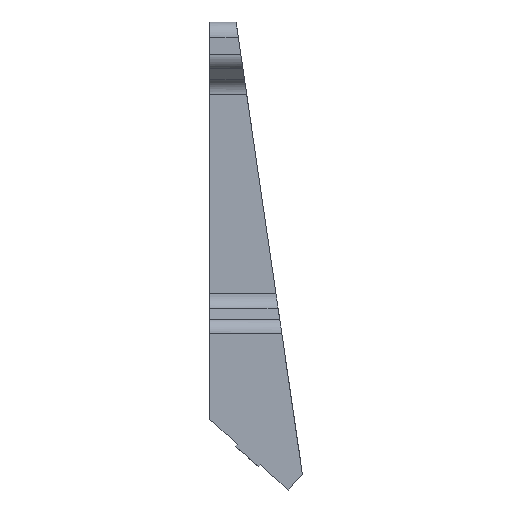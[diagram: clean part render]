
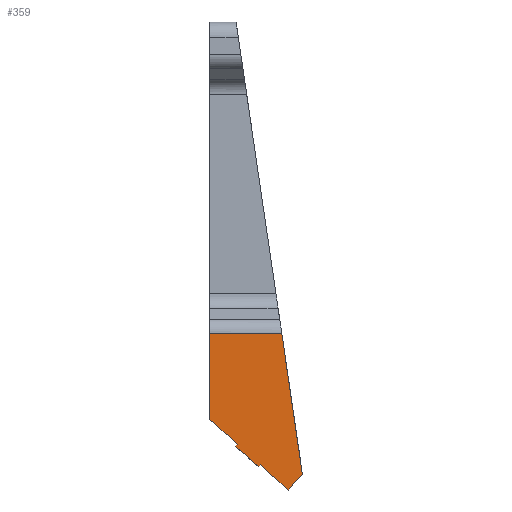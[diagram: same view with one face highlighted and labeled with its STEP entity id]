
A CAD part, left-side view. The second image highlights one B-rep face of the part: STEP entity #359.
In plain terms, the highlighted planar face has unit normal (-1, 0, 0).
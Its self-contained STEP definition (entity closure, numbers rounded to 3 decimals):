
#21 = EDGE_CURVE ( 'NONE', #2379, #1475, #888, .T. ) ;
#34 = EDGE_CURVE ( 'NONE', #813, #1023, #464, .T. ) ;
#62 = EDGE_CURVE ( 'NONE', #2379, #200, #257, .T. ) ;
#83 = EDGE_CURVE ( 'NONE', #813, #2436, #197, .T. ) ;
#101 = CARTESIAN_POINT ( 'NONE',  ( -23.5, -0.276, -4.751 ) ) ;
#168 = LINE ( 'NONE', #472, #705 ) ;
#176 = DIRECTION ( 'NONE',  ( 0., -0.743, -0.669 ) ) ;
#197 = LINE ( 'NONE', #223, #1650 ) ;
#200 = VERTEX_POINT ( 'NONE', #1946 ) ;
#201 = CARTESIAN_POINT ( 'NONE',  ( -23.5, -10.779, 1.582 ) ) ;
#204 = CARTESIAN_POINT ( 'NONE',  ( -23.5, 5., 16.089 ) ) ;
#223 = CARTESIAN_POINT ( 'NONE',  ( -23.5, 2.239, -2.486 ) ) ;
#257 = LINE ( 'NONE', #201, #1014 ) ;
#281 = CARTESIAN_POINT ( 'NONE',  ( -23.5, -4.587, -8.632 ) ) ;
#311 = CARTESIAN_POINT ( 'NONE',  ( -23.5, -9.863, -13.383 ) ) ;
#338 = LINE ( 'NONE', #363, #2137 ) ;
#356 = ORIENTED_EDGE ( 'NONE', *, *, #579, .F. ) ;
#359 = ADVANCED_FACE ( 'NONE', ( #974 ), #1096, .T. ) ;
#363 = CARTESIAN_POINT ( 'NONE',  ( -23.5, -6.825, -6.145 ) ) ;
#376 = CARTESIAN_POINT ( 'NONE',  ( -23.5, -4.252, -9.003 ) ) ;
#391 = DIRECTION ( 'NONE',  ( 0., 0.669, -0.743 ) ) ;
#416 = CARTESIAN_POINT ( 'NONE',  ( -23.5, -8.649, 16.089 ) ) ;
#452 = VERTEX_POINT ( 'NONE', #311 ) ;
#464 = LINE ( 'NONE', #1509, #714 ) ;
#472 = CARTESIAN_POINT ( 'NONE',  ( -23.5, 5., 0. ) ) ;
#525 = DIRECTION ( 'NONE',  ( 0., 0., 1. ) ) ;
#535 = EDGE_CURVE ( 'NONE', #452, #932, #1402, .T. ) ;
#573 = EDGE_CURVE ( 'NONE', #1023, #1588, #1579, .T. ) ;
#579 = EDGE_CURVE ( 'NONE', #932, #1588, #338, .T. ) ;
#584 = CARTESIAN_POINT ( 'NONE',  ( -23.5, 5., 16.089 ) ) ;
#593 = LINE ( 'NONE', #2284, #2386 ) ;
#662 = CARTESIAN_POINT ( 'NONE',  ( -23.5, 0.058, -5.122 ) ) ;
#696 = EDGE_LOOP ( 'NONE', ( #700, #2138, #1064, #1890, #1792, #1977, #356, #2308, #821 ) ) ;
#700 = ORIENTED_EDGE ( 'NONE', *, *, #62, .F. ) ;
#705 = VECTOR ( 'NONE', #1950, 1000. ) ;
#714 = VECTOR ( 'NONE', #983, 1000. ) ;
#813 = VERTEX_POINT ( 'NONE', #101 ) ;
#821 = ORIENTED_EDGE ( 'NONE', *, *, #2299, .F. ) ;
#852 = VECTOR ( 'NONE', #1106, 1000. ) ;
#888 = LINE ( 'NONE', #584, #1904 ) ;
#913 = VECTOR ( 'NONE', #176, 1000. ) ;
#932 = VERTEX_POINT ( 'NONE', #281 ) ;
#974 = FACE_OUTER_BOUND ( 'NONE', #696, .T. ) ;
#983 = DIRECTION ( 'NONE',  ( 0., 0.669, -0.743 ) ) ;
#1014 = VECTOR ( 'NONE', #1707, 1000. ) ;
#1023 = VERTEX_POINT ( 'NONE', #662 ) ;
#1024 = AXIS2_PLACEMENT_3D ( 'NONE', #1256, #2409, #525 ) ;
#1064 = ORIENTED_EDGE ( 'NONE', *, *, #1782, .T. ) ;
#1096 = PLANE ( 'NONE',  #1024 ) ;
#1106 = DIRECTION ( 'NONE',  ( 0., 0.743, 0.669 ) ) ;
#1115 = CARTESIAN_POINT ( 'NONE',  ( -23.5, 2.239, -2.486 ) ) ;
#1256 = CARTESIAN_POINT ( 'NONE',  ( -23.5, 5., 14. ) ) ;
#1402 = LINE ( 'NONE', #1115, #852 ) ;
#1475 = VERTEX_POINT ( 'NONE', #204 ) ;
#1501 = DIRECTION ( 'NONE',  ( 0., 0.669, -0.743 ) ) ;
#1509 = CARTESIAN_POINT ( 'NONE',  ( -23.5, -2.515, -2.265 ) ) ;
#1518 = DIRECTION ( 'NONE',  ( 0., 1., 0. ) ) ;
#1579 = LINE ( 'NONE', #2246, #913 ) ;
#1588 = VERTEX_POINT ( 'NONE', #376 ) ;
#1650 = VECTOR ( 'NONE', #2276, 1000. ) ;
#1707 = DIRECTION ( 'NONE',  ( 0., -0.145, -0.989 ) ) ;
#1782 = EDGE_CURVE ( 'NONE', #1475, #2436, #168, .T. ) ;
#1792 = ORIENTED_EDGE ( 'NONE', *, *, #34, .T. ) ;
#1890 = ORIENTED_EDGE ( 'NONE', *, *, #83, .F. ) ;
#1904 = VECTOR ( 'NONE', #1518, 1000. ) ;
#1946 = CARTESIAN_POINT ( 'NONE',  ( -23.5, -12.539, -10.41 ) ) ;
#1950 = DIRECTION ( 'NONE',  ( 0., 0., -1. ) ) ;
#1977 = ORIENTED_EDGE ( 'NONE', *, *, #573, .T. ) ;
#2137 = VECTOR ( 'NONE', #1501, 1000. ) ;
#2138 = ORIENTED_EDGE ( 'NONE', *, *, #21, .T. ) ;
#2246 = CARTESIAN_POINT ( 'NONE',  ( -23.5, 2.573, -2.858 ) ) ;
#2276 = DIRECTION ( 'NONE',  ( 0., 0.743, 0.669 ) ) ;
#2284 = CARTESIAN_POINT ( 'NONE',  ( -23.5, -12.102, -10.896 ) ) ;
#2299 = EDGE_CURVE ( 'NONE', #200, #452, #593, .T. ) ;
#2308 = ORIENTED_EDGE ( 'NONE', *, *, #535, .F. ) ;
#2379 = VERTEX_POINT ( 'NONE', #416 ) ;
#2386 = VECTOR ( 'NONE', #391, 1000. ) ;
#2398 = CARTESIAN_POINT ( 'NONE',  ( -23.5, 5., 0. ) ) ;
#2409 = DIRECTION ( 'NONE',  ( -1., 0., 0. ) ) ;
#2436 = VERTEX_POINT ( 'NONE', #2398 ) ;
